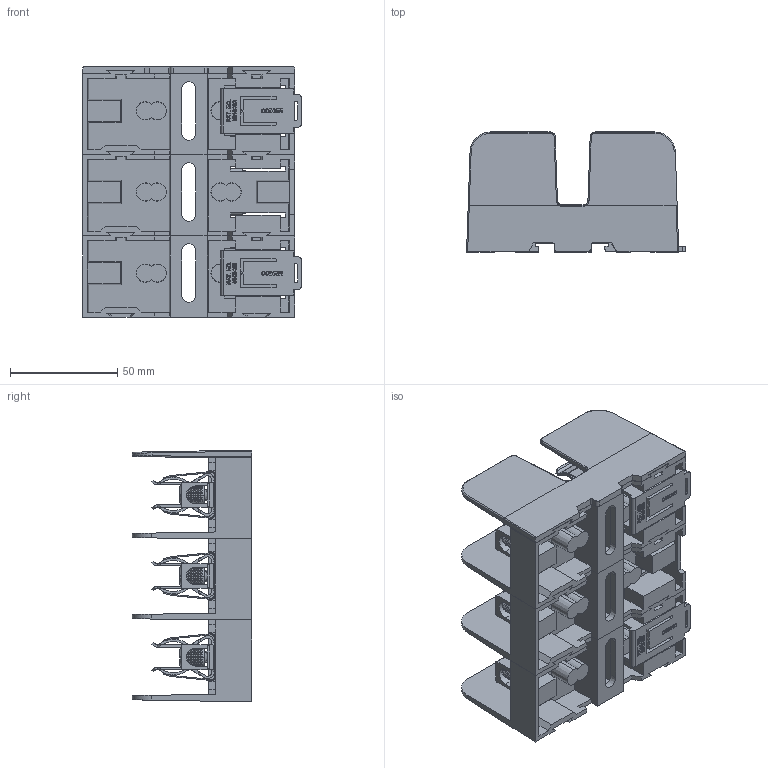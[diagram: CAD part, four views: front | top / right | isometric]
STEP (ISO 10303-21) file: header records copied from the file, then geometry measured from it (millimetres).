
FILE_DESCRIPTION (( 'STEP AP214' ), '1' );
FILE_NAME ('700065revA.STEP', '2018-03-21T15:48:27', ( '' ), ( '' ), 'SwSTEP 2.0', 'SolidWorks 2017', '' );
FILE_SCHEMA (( 'AUTOMOTIVE_DESIGN' ));
Length unit declared in the file: inch
Products named in the file (1): 700065revA
Bounding box: 102.16 x 55.88 x 116.79 mm (x, y, z)
Volume: 144400 mm3; surface area: 147821.4 mm2
Topology: 36 solids, 36 shells, 3132 faces, 8579 edges, 5609 vertices
Faces by surface type: plane 1612, cylinder 892, cone 438, sphere 120, bspline 38, torus 32
Entity records: 151586 total; most frequent: CARTESIAN_POINT 34109, ORIENTED_EDGE 16890, DIRECTION 14929, EDGE_CURVE 8445, VERTEX_POINT 5525, LINE 5107, VECTOR 5107, AXIS2_PLACEMENT_3D 4911
